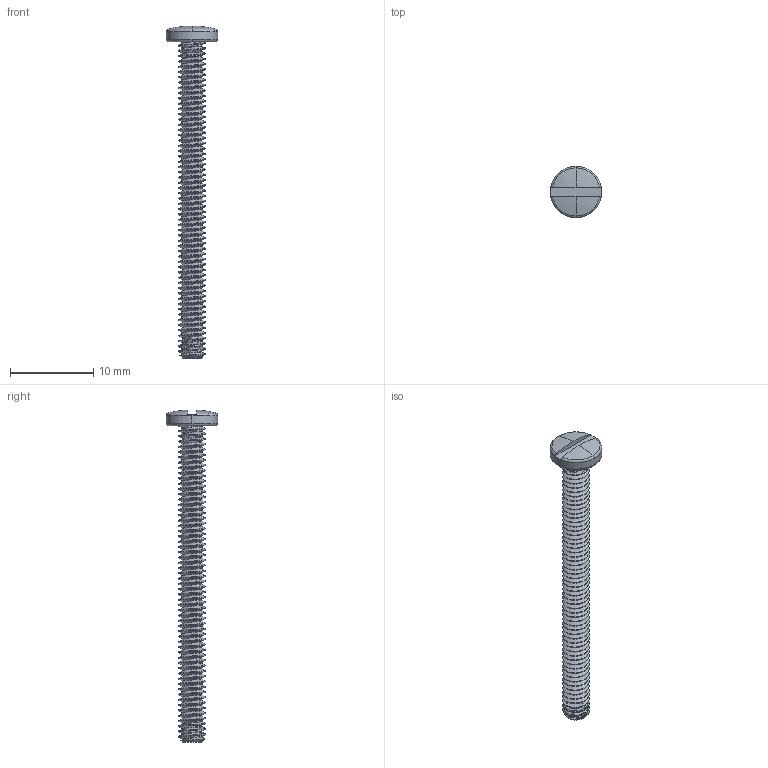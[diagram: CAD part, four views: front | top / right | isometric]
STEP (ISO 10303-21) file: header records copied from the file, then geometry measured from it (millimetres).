
FILE_DESCRIPTION (( 'STEP AP203' ), '1' );
FILE_NAME ('91792A135.step', '2012-05-22T13:05:59', ( 'Admin' ), ( 'Microsoft' ), 'SwSTEP 2.0', 'SolidWorks 2012', '' );
FILE_SCHEMA (( 'CONFIG_CONTROL_DESIGN' ));
Length unit declared in the file: inch
Products named in the file (1): 91792A135
Bounding box: 6.22 x 6.22 x 39.99 mm (x, y, z)
Volume: 278.2 mm3; surface area: 668.4 mm2
Topology: 1 solids, 1 shells, 322 faces, 953 edges, 634 vertices
Faces by surface type: cylinder 303, plane 5, torus 4, sphere 4, cone 3, bspline 3
Entity records: 15498 total; most frequent: CARTESIAN_POINT 8610, ORIENTED_EDGE 1906, DIRECTION 1014, EDGE_CURVE 953, VERTEX_POINT 634, AXIS2_PLACEMENT_3D 354, EDGE_LOOP 323, FACE_OUTER_BOUND 322
